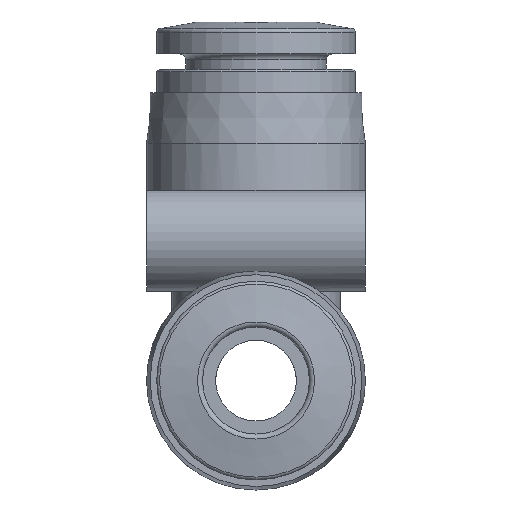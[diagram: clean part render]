
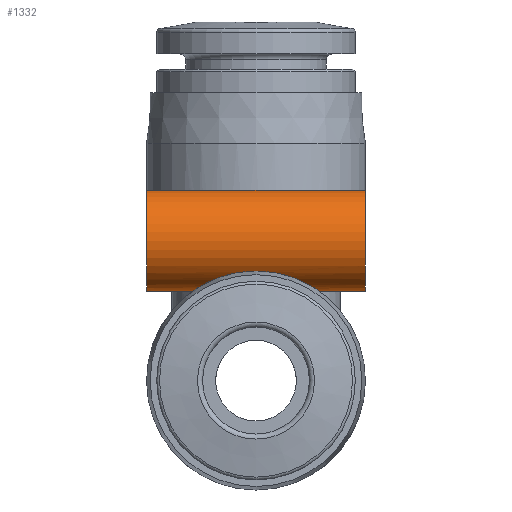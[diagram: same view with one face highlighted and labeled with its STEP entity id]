
A CAD part, left-side view. The second image highlights one B-rep face of the part: STEP entity #1332.
In plain terms, the highlighted cylindrical face has radius 3 mm (diameter 6 mm), a full revolution.
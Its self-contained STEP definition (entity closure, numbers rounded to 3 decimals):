
#67=B_SPLINE_CURVE_WITH_KNOTS('',3,(#1802,#1803,#1804,#1805),
 .UNSPECIFIED.,.F.,.F.,(4,4),(0.006,0.007),
 .UNSPECIFIED.);
#72=B_SPLINE_CURVE_WITH_KNOTS('',3,(#1848,#1849,#1850,#1851),
 .UNSPECIFIED.,.F.,.F.,(4,4),(0.,0.001),
 .UNSPECIFIED.);
#74=B_SPLINE_CURVE_WITH_KNOTS('',3,(#1872,#1873,#1874,#1875,#1876,#1877,
#1878,#1879,#1880,#1881,#1882,#1883,#1884,#1885,#1886),.UNSPECIFIED.,.F.,
 .F.,(4,1,1,1,1,1,1,1,1,1,1,1,4),(0.004,0.005,
0.005,0.006,0.007,0.009,
0.01,0.012,0.014,0.014,
0.015,0.016,0.017),.UNSPECIFIED.);
#80=B_SPLINE_CURVE_WITH_KNOTS('',3,(#1934,#1935,#1936,#1937,#1938,#1939,
#1940,#1941,#1942,#1943,#1944,#1945,#1946,#1947,#1948),.UNSPECIFIED.,.F.,
 .F.,(4,1,1,1,1,1,1,1,1,1,1,1,4),(0.014,0.015,
0.016,0.016,0.017,0.019,
0.021,0.022,0.024,0.025,
0.025,0.026,0.027),.UNSPECIFIED.);
#81=B_SPLINE_CURVE_WITH_KNOTS('',3,(#1952,#1953,#1954,#1955),
 .UNSPECIFIED.,.F.,.F.,(4,4),(0.006,0.007),
 .UNSPECIFIED.);
#84=B_SPLINE_CURVE_WITH_KNOTS('',3,(#1969,#1970,#1971,#1972),
 .UNSPECIFIED.,.F.,.F.,(4,4),(0.,0.001),
 .UNSPECIFIED.);
#228=ORIENTED_EDGE('',*,*,#381,.F.);
#229=ORIENTED_EDGE('',*,*,#382,.T.);
#230=ORIENTED_EDGE('',*,*,#323,.T.);
#231=ORIENTED_EDGE('',*,*,#383,.T.);
#232=ORIENTED_EDGE('',*,*,#339,.T.);
#233=ORIENTED_EDGE('',*,*,#337,.T.);
#234=ORIENTED_EDGE('',*,*,#343,.T.);
#235=ORIENTED_EDGE('',*,*,#384,.F.);
#236=ORIENTED_EDGE('',*,*,#308,.T.);
#237=ORIENTED_EDGE('',*,*,#327,.T.);
#308=EDGE_CURVE('',#408,#407,#67,.T.);
#323=EDGE_CURVE('',#421,#420,#72,.T.);
#327=EDGE_CURVE('',#407,#421,#74,.T.);
#337=EDGE_CURVE('',#431,#430,#80,.T.);
#339=EDGE_CURVE('',#433,#431,#81,.T.);
#343=EDGE_CURVE('',#430,#436,#84,.T.);
#381=EDGE_CURVE('',#470,#470,#531,.T.);
#382=EDGE_CURVE('',#471,#471,#532,.T.);
#383=EDGE_CURVE('',#420,#433,#533,.T.);
#384=EDGE_CURVE('',#408,#436,#534,.T.);
#407=VERTEX_POINT('',#1801);
#408=VERTEX_POINT('',#1806);
#420=VERTEX_POINT('',#1847);
#421=VERTEX_POINT('',#1852);
#430=VERTEX_POINT('',#1932);
#431=VERTEX_POINT('',#1933);
#433=VERTEX_POINT('',#1956);
#436=VERTEX_POINT('',#1968);
#470=VERTEX_POINT('',#2079);
#471=VERTEX_POINT('',#2081);
#531=CIRCLE('',#1455,3.);
#532=CIRCLE('',#1456,3.);
#533=CIRCLE('',#1457,3.);
#534=CIRCLE('',#1458,3.);
#632=EDGE_LOOP('',(#228));
#633=EDGE_LOOP('',(#229));
#634=EDGE_LOOP('',(#230,#231,#232,#233,#234,#235,#236,#237));
#756=FACE_BOUND('',#632,.T.);
#757=FACE_BOUND('',#633,.T.);
#758=FACE_BOUND('',#634,.T.);
#815=CYLINDRICAL_SURFACE('',#1454,3.);
#1332=ADVANCED_FACE('',(#756,#757,#758),#815,.T.);
#1454=AXIS2_PLACEMENT_3D('',#2077,#1696,#1697);
#1455=AXIS2_PLACEMENT_3D('',#2078,#1698,#1699);
#1456=AXIS2_PLACEMENT_3D('',#2080,#1700,#1701);
#1457=AXIS2_PLACEMENT_3D('',#2082,#1702,#1703);
#1458=AXIS2_PLACEMENT_3D('',#2083,#1704,#1705);
#1696=DIRECTION('',(0.,1.,0.));
#1697=DIRECTION('',(0.,0.,1.));
#1698=DIRECTION('',(0.,1.,0.));
#1699=DIRECTION('',(0.,0.,1.));
#1700=DIRECTION('',(0.,1.,0.));
#1701=DIRECTION('',(0.,0.,1.));
#1702=DIRECTION('',(0.,1.,0.));
#1703=DIRECTION('',(0.,0.,1.));
#1704=DIRECTION('',(0.,1.,0.));
#1705=DIRECTION('',(0.,0.,1.));
#1801=CARTESIAN_POINT('',(-5.596,-3.306,7.));
#1802=CARTESIAN_POINT('',(-5.715,-2.6,6.778));
#1803=CARTESIAN_POINT('',(-5.677,-2.839,6.843));
#1804=CARTESIAN_POINT('',(-5.636,-3.074,6.916));
#1805=CARTESIAN_POINT('',(-5.596,-3.306,7.));
#1806=CARTESIAN_POINT('',(-5.715,-2.6,6.778));
#1847=CARTESIAN_POINT('',(-5.715,2.6,6.778));
#1848=CARTESIAN_POINT('',(-5.596,3.306,7.));
#1849=CARTESIAN_POINT('',(-5.637,3.073,6.916));
#1850=CARTESIAN_POINT('',(-5.677,2.838,6.842));
#1851=CARTESIAN_POINT('',(-5.715,2.6,6.778));
#1852=CARTESIAN_POINT('',(-5.596,3.306,7.));
#1872=CARTESIAN_POINT('',(-5.596,-3.306,7.));
#1873=CARTESIAN_POINT('',(-5.5,-3.47,7.201));
#1874=CARTESIAN_POINT('',(-5.328,-3.726,7.675));
#1875=CARTESIAN_POINT('',(-5.268,-3.807,8.52));
#1876=CARTESIAN_POINT('',(-5.444,-3.561,9.319));
#1877=CARTESIAN_POINT('',(-5.858,-2.88,10.121));
#1878=CARTESIAN_POINT('',(-6.36,-1.65,10.604));
#1879=CARTESIAN_POINT('',(-6.569,-0.002,10.748));
#1880=CARTESIAN_POINT('',(-6.363,1.64,10.606));
#1881=CARTESIAN_POINT('',(-5.859,2.878,10.122));
#1882=CARTESIAN_POINT('',(-5.446,3.558,9.323));
#1883=CARTESIAN_POINT('',(-5.269,3.806,8.528));
#1884=CARTESIAN_POINT('',(-5.327,3.728,7.679));
#1885=CARTESIAN_POINT('',(-5.5,3.47,7.201));
#1886=CARTESIAN_POINT('',(-5.596,3.306,7.));
#1932=CARTESIAN_POINT('',(-7.,-3.306,5.596));
#1933=CARTESIAN_POINT('',(-7.,3.306,5.596));
#1934=CARTESIAN_POINT('',(-7.,3.306,5.596));
#1935=CARTESIAN_POINT('',(-7.2,3.469,5.5));
#1936=CARTESIAN_POINT('',(-7.676,3.727,5.328));
#1937=CARTESIAN_POINT('',(-8.525,3.807,5.268));
#1938=CARTESIAN_POINT('',(-9.322,3.558,5.446));
#1939=CARTESIAN_POINT('',(-10.121,2.88,5.858));
#1940=CARTESIAN_POINT('',(-10.606,1.644,6.362));
#1941=CARTESIAN_POINT('',(-10.748,-0.005,6.57));
#1942=CARTESIAN_POINT('',(-10.603,-1.654,6.359));
#1943=CARTESIAN_POINT('',(-10.118,-2.883,5.856));
#1944=CARTESIAN_POINT('',(-9.318,-3.56,5.445));
#1945=CARTESIAN_POINT('',(-8.526,-3.806,5.269));
#1946=CARTESIAN_POINT('',(-7.675,-3.727,5.328));
#1947=CARTESIAN_POINT('',(-7.201,-3.47,5.5));
#1948=CARTESIAN_POINT('',(-7.,-3.306,5.596));
#1952=CARTESIAN_POINT('',(-6.778,2.6,5.715));
#1953=CARTESIAN_POINT('',(-6.843,2.839,5.677));
#1954=CARTESIAN_POINT('',(-6.916,3.074,5.636));
#1955=CARTESIAN_POINT('',(-7.,3.306,5.596));
#1956=CARTESIAN_POINT('',(-6.778,2.6,5.715));
#1968=CARTESIAN_POINT('',(-6.778,-2.6,5.715));
#1969=CARTESIAN_POINT('',(-7.,-3.306,5.596));
#1970=CARTESIAN_POINT('',(-6.916,-3.073,5.637));
#1971=CARTESIAN_POINT('',(-6.842,-2.838,5.677));
#1972=CARTESIAN_POINT('',(-6.778,-2.6,5.715));
#2077=CARTESIAN_POINT('',(-8.3,6.5,8.3));
#2078=CARTESIAN_POINT('',(-8.3,6.5,8.3));
#2079=CARTESIAN_POINT('',(-8.3,6.5,11.3));
#2080=CARTESIAN_POINT('',(-8.3,-6.5,8.3));
#2081=CARTESIAN_POINT('',(-8.3,-6.5,11.3));
#2082=CARTESIAN_POINT('',(-8.3,2.6,8.3));
#2083=CARTESIAN_POINT('',(-8.3,-2.6,8.3));
